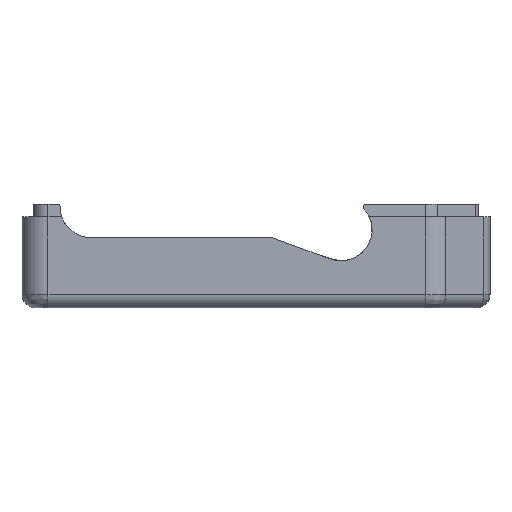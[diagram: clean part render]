
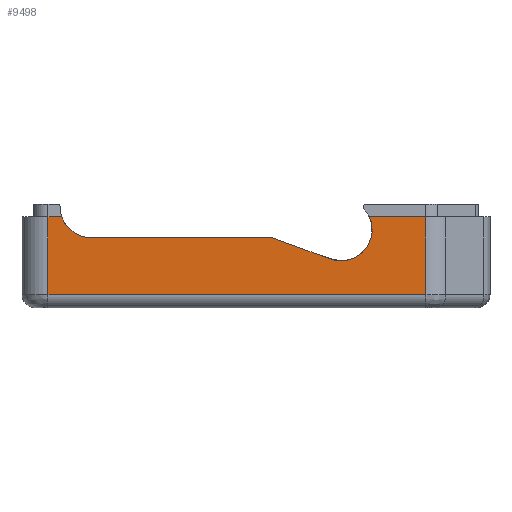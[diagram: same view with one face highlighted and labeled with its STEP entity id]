
A CAD part, left-side view. The second image highlights one B-rep face of the part: STEP entity #9498.
In plain terms, the highlighted planar face has unit normal (-1, 0, 0).
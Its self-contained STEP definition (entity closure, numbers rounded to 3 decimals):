
#1043=PLANE('',#9931);
#1551=FACE_OUTER_BOUND('',#2098,.T.);
#2098=EDGE_LOOP('',(#8803,#8804,#8805,#8806,#8807,#8808,#8809,#8810,#8811));
#2668=LINE('',#18468,#3372);
#2678=LINE('',#18497,#3382);
#2700=LINE('',#18562,#3404);
#2703=LINE('',#18566,#3407);
#2816=LINE('',#18883,#3520);
#2819=LINE('',#18964,#3523);
#2820=LINE('',#18966,#3524);
#3372=VECTOR('',#10982,10.);
#3382=VECTOR('',#11006,10.);
#3404=VECTOR('',#11064,10.);
#3407=VECTOR('',#11069,10.);
#3520=VECTOR('',#11422,10.);
#3523=VECTOR('',#11469,10.);
#3524=VECTOR('',#11472,10.);
#3586=CIRCLE('',#9696,6.);
#3607=CIRCLE('',#9732,6.);
#4437=VERTEX_POINT('',#18274);
#4438=VERTEX_POINT('',#18276);
#4479=VERTEX_POINT('',#18376);
#4480=VERTEX_POINT('',#18378);
#4507=VERTEX_POINT('',#18466);
#4519=VERTEX_POINT('',#18496);
#4544=VERTEX_POINT('',#18561);
#4627=VERTEX_POINT('',#18879);
#4628=VERTEX_POINT('',#18881);
#5721=EDGE_CURVE('',#4438,#4437,#3586,.T.);
#5771=EDGE_CURVE('',#4480,#4479,#3607,.T.);
#5815=EDGE_CURVE('',#4507,#4437,#2668,.T.);
#5831=EDGE_CURVE('',#4480,#4519,#2678,.T.);
#5865=EDGE_CURVE('',#4544,#4438,#2700,.T.);
#5868=EDGE_CURVE('',#4479,#4544,#2703,.T.);
#6025=EDGE_CURVE('',#4628,#4627,#2816,.T.);
#6041=EDGE_CURVE('',#4627,#4507,#2819,.T.);
#6042=EDGE_CURVE('',#4519,#4628,#2820,.T.);
#8803=ORIENTED_EDGE('',*,*,#5721,.T.);
#8804=ORIENTED_EDGE('',*,*,#5815,.F.);
#8805=ORIENTED_EDGE('',*,*,#6041,.F.);
#8806=ORIENTED_EDGE('',*,*,#6025,.F.);
#8807=ORIENTED_EDGE('',*,*,#6042,.F.);
#8808=ORIENTED_EDGE('',*,*,#5831,.F.);
#8809=ORIENTED_EDGE('',*,*,#5771,.T.);
#8810=ORIENTED_EDGE('',*,*,#5868,.T.);
#8811=ORIENTED_EDGE('',*,*,#5865,.T.);
#9498=ADVANCED_FACE('',(#1551),#1043,.T.);
#9696=AXIS2_PLACEMENT_3D('',#18277,#10793,#10794);
#9732=AXIS2_PLACEMENT_3D('',#18379,#10889,#10890);
#9931=AXIS2_PLACEMENT_3D('',#18965,#11470,#11471);
#10793=DIRECTION('center_axis',(1.,0.,0.));
#10794=DIRECTION('ref_axis',(0.,0.,1.));
#10889=DIRECTION('center_axis',(1.,0.,0.));
#10890=DIRECTION('ref_axis',(0.,0.347,-0.938));
#10982=DIRECTION('',(0.,-1.,0.));
#11006=DIRECTION('',(0.,-1.,0.));
#11064=DIRECTION('',(0.,1.,0.));
#11069=DIRECTION('',(0.,0.938,0.347));
#11422=DIRECTION('',(0.,1.,0.));
#11469=DIRECTION('',(0.,0.,1.));
#11470=DIRECTION('center_axis',(-1.,0.,0.));
#11471=DIRECTION('ref_axis',(0.,-1.,0.));
#11472=DIRECTION('',(0.,0.,-1.));
#18274=CARTESIAN_POINT('',(-32.,-7.645,17.5));
#18276=CARTESIAN_POINT('',(-32.,-13.319,13.45));
#18277=CARTESIAN_POINT('Origin',(-32.,-13.319,19.45));
#18376=CARTESIAN_POINT('',(-32.,-59.244,9.374));
#18378=CARTESIAN_POINT('',(-32.,-66.783,17.5));
#18379=CARTESIAN_POINT('Origin',(-32.,-61.329,15.));
#18466=CARTESIAN_POINT('',(-32.,-5.,17.5));
#18468=CARTESIAN_POINT('',(-32.,-22.5,17.5));
#18496=CARTESIAN_POINT('',(-32.,-77.658,17.5));
#18497=CARTESIAN_POINT('',(-32.,-22.5,17.5));
#18561=CARTESIAN_POINT('',(-32.,-48.243,13.45));
#18562=CARTESIAN_POINT('',(-32.,-24.122,13.45));
#18566=CARTESIAN_POINT('',(-32.,-34.725,18.459));
#18879=CARTESIAN_POINT('',(-32.,-5.,2.5));
#18881=CARTESIAN_POINT('',(-32.,-77.658,2.5));
#18883=CARTESIAN_POINT('',(-32.,-22.5,2.5));
#18964=CARTESIAN_POINT('',(-32.,-5.,0.));
#18965=CARTESIAN_POINT('Origin',(-32.,0.,0.));
#18966=CARTESIAN_POINT('',(-32.,-77.658,0.));
